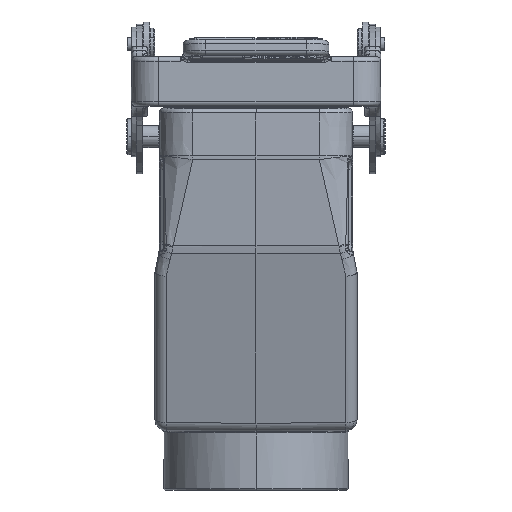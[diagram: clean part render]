
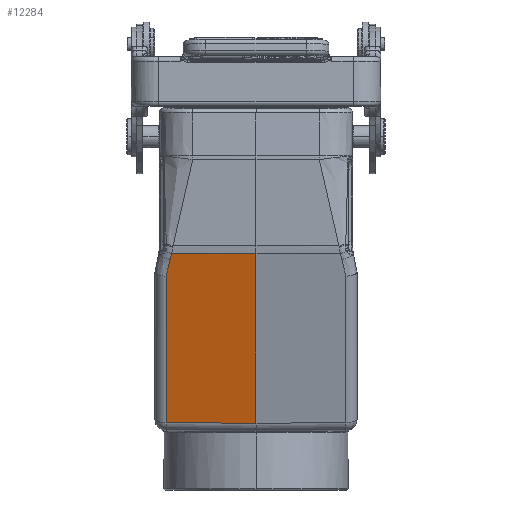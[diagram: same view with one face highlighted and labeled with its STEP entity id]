
A CAD part, left-side view. The second image highlights one B-rep face of the part: STEP entity #12284.
In plain terms, the highlighted planar face has unit normal (-0.966, 0.009, -0.259).
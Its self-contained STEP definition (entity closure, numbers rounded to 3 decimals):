
#2775=B_SPLINE_CURVE_WITH_KNOTS('',3,(#69447,#69448,#69449,#69450),
 .UNSPECIFIED.,.F.,.F.,(4,4),(0.,1.),.UNSPECIFIED.);
#2778=B_SPLINE_CURVE_WITH_KNOTS('',3,(#69476,#69477,#69478,#69479,#69480,
#69481,#69482,#69483,#69484,#69485,#69486,#69487,#69488,#69489,#69490,#69491,
#69492,#69493,#69494,#69495,#69496,#69497,#69498,#69499,#69500,#69501),
 .UNSPECIFIED.,.F.,.F.,(4,2,2,2,2,2,2,2,2,2,2,2,4),(0.,0.062,
0.125,0.187,0.219,0.234,
0.25,0.312,0.375,0.437,
0.5,0.75,1.),.UNSPECIFIED.);
#2779=B_SPLINE_CURVE_WITH_KNOTS('',3,(#69540,#69541,#69542,#69543),
 .UNSPECIFIED.,.F.,.F.,(4,4),(0.,1.),.UNSPECIFIED.);
#10347=PLANE('',#43387);
#12284=ADVANCED_FACE('',(#14636),#10347,.F.);
#14636=FACE_OUTER_BOUND('',#16673,.T.);
#16673=EDGE_LOOP('',(#26163,#26164,#26165,#26166,#26167,#26168));
#26163=ORIENTED_EDGE('',*,*,#35535,.F.);
#26164=ORIENTED_EDGE('',*,*,#35536,.F.);
#26165=ORIENTED_EDGE('',*,*,#35537,.T.);
#26166=ORIENTED_EDGE('',*,*,#35531,.F.);
#26167=ORIENTED_EDGE('',*,*,#35534,.F.);
#26168=ORIENTED_EDGE('',*,*,#35538,.T.);
#30953=VERTEX_POINT('',#69399);
#30954=VERTEX_POINT('',#69446);
#30956=VERTEX_POINT('',#69475);
#30957=VERTEX_POINT('',#69535);
#30958=VERTEX_POINT('',#69536);
#30959=VERTEX_POINT('',#69538);
#35531=EDGE_CURVE('',#30954,#30953,#2775,.T.);
#35534=EDGE_CURVE('',#30956,#30954,#2778,.T.);
#35535=EDGE_CURVE('',#30957,#30958,#38372,.T.);
#35536=EDGE_CURVE('',#30959,#30957,#38373,.T.);
#35537=EDGE_CURVE('',#30959,#30953,#38374,.T.);
#35538=EDGE_CURVE('',#30956,#30958,#2779,.T.);
#38372=LINE('',#69534,#40748);
#38373=LINE('',#69537,#40749);
#38374=LINE('',#69539,#40750);
#40748=VECTOR('',#50914,1.);
#40749=VECTOR('',#50915,1.);
#40750=VECTOR('',#50916,1.);
#43387=AXIS2_PLACEMENT_3D('',#69544,#50917,#50918);
#50914=DIRECTION('',(0.007,1.,0.009));
#50915=DIRECTION('',(0.259,0.,-0.966));
#50916=DIRECTION('',(0.009,1.,0.002));
#50917=DIRECTION('',(0.966,-0.009,0.259));
#50918=DIRECTION('',(-0.259,0.,0.966));
#69399=CARTESIAN_POINT('',(-34.42,18.767,-32.317));
#69446=CARTESIAN_POINT('',(-34.049,19.115,-33.678));
#69447=CARTESIAN_POINT('',(-34.048,19.115,-33.677));
#69448=CARTESIAN_POINT('',(-34.172,18.999,-33.224));
#69449=CARTESIAN_POINT('',(-34.297,18.883,-32.771));
#69450=CARTESIAN_POINT('',(-34.422,18.768,-32.318));
#69475=CARTESIAN_POINT('',(-33.046,20.022,-37.395));
#69476=CARTESIAN_POINT('',(-33.046,20.022,-37.395));
#69477=CARTESIAN_POINT('',(-33.064,20.009,-37.329));
#69478=CARTESIAN_POINT('',(-33.081,19.997,-37.264));
#69479=CARTESIAN_POINT('',(-33.115,19.972,-37.139));
#69480=CARTESIAN_POINT('',(-33.146,19.949,-37.024));
#69481=CARTESIAN_POINT('',(-33.149,19.947,-37.012));
#69482=CARTESIAN_POINT('',(-33.164,19.936,-36.957));
#69483=CARTESIAN_POINT('',(-33.206,19.904,-36.801));
#69484=CARTESIAN_POINT('',(-33.224,19.891,-36.737));
#69485=CARTESIAN_POINT('',(-33.255,19.867,-36.622));
#69486=CARTESIAN_POINT('',(-33.266,19.859,-36.581));
#69487=CARTESIAN_POINT('',(-33.29,19.84,-36.492));
#69488=CARTESIAN_POINT('',(-33.311,19.823,-36.412));
#69489=CARTESIAN_POINT('',(-33.335,19.804,-36.323));
#69490=CARTESIAN_POINT('',(-33.355,19.789,-36.251));
#69491=CARTESIAN_POINT('',(-33.393,19.757,-36.108));
#69492=CARTESIAN_POINT('',(-33.427,19.73,-35.985));
#69493=CARTESIAN_POINT('',(-33.437,19.72,-35.945));
#69494=CARTESIAN_POINT('',(-33.47,19.694,-35.825));
#69495=CARTESIAN_POINT('',(-33.516,19.655,-35.655));
#69496=CARTESIAN_POINT('',(-33.527,19.644,-35.611));
#69497=CARTESIAN_POINT('',(-33.587,19.592,-35.391));
#69498=CARTESIAN_POINT('',(-33.655,19.53,-35.14));
#69499=CARTESIAN_POINT('',(-33.879,19.302,-34.309));
#69500=CARTESIAN_POINT('',(-33.973,19.2,-33.961));
#69501=CARTESIAN_POINT('',(-34.05,19.115,-33.678));
#69534=CARTESIAN_POINT('',(-24.451,0.,-70.147));
#69535=CARTESIAN_POINT('',(-24.451,0.,-70.147));
#69536=CARTESIAN_POINT('',(-24.317,20.022,-69.972));
#69537=CARTESIAN_POINT('',(-34.58,0.,-32.345));
#69538=CARTESIAN_POINT('',(-34.58,0.,-32.345));
#69539=CARTESIAN_POINT('',(-34.58,0.,-32.345));
#69540=CARTESIAN_POINT('',(-33.046,20.022,-37.395));
#69541=CARTESIAN_POINT('',(-30.136,20.022,-48.254));
#69542=CARTESIAN_POINT('',(-27.227,20.022,-59.113));
#69543=CARTESIAN_POINT('',(-24.317,20.022,-69.972));
#69544=CARTESIAN_POINT('',(-29.431,10.011,-51.223));
